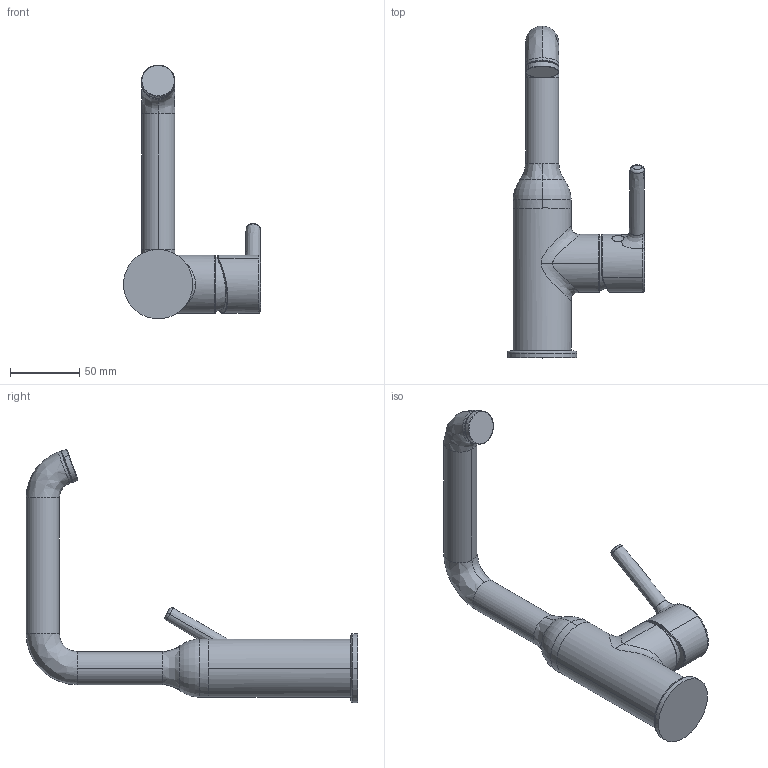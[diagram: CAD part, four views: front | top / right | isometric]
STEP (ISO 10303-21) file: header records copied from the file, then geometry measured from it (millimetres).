
FILE_DESCRIPTION (( 'STEP AP203' ), '1' );
FILE_NAME ('2611FH(2022)+54552207(2022).STEP', '2022-01-26T12:29:45', ( '' ), ( '' ), 'SwSTEP 2.0', 'SolidWorks 2016', '' );
FILE_SCHEMA (( 'CONFIG_CONTROL_DESIGN' ));
Length unit declared in the file: millimetre
Products named in the file (1): 2611FH(2022)+54552207(2022)
Bounding box: 98.91 x 239.4 x 183.06 mm (x, y, z)
Volume: 372771.3 mm3; surface area: 51100.3 mm2
Topology: 1 solids, 2 shells, 80 faces, 182 edges, 112 vertices
Faces by surface type: bspline 35, cylinder 24, plane 13, torus 5, cone 2, sphere 1
Entity records: 7937 total; most frequent: CARTESIAN_POINT 6297, ORIENTED_EDGE 360, DIRECTION 272, EDGE_CURVE 180, AXIS2_PLACEMENT_3D 120, VERTEX_POINT 111, EDGE_LOOP 87, FACE_OUTER_BOUND 80
